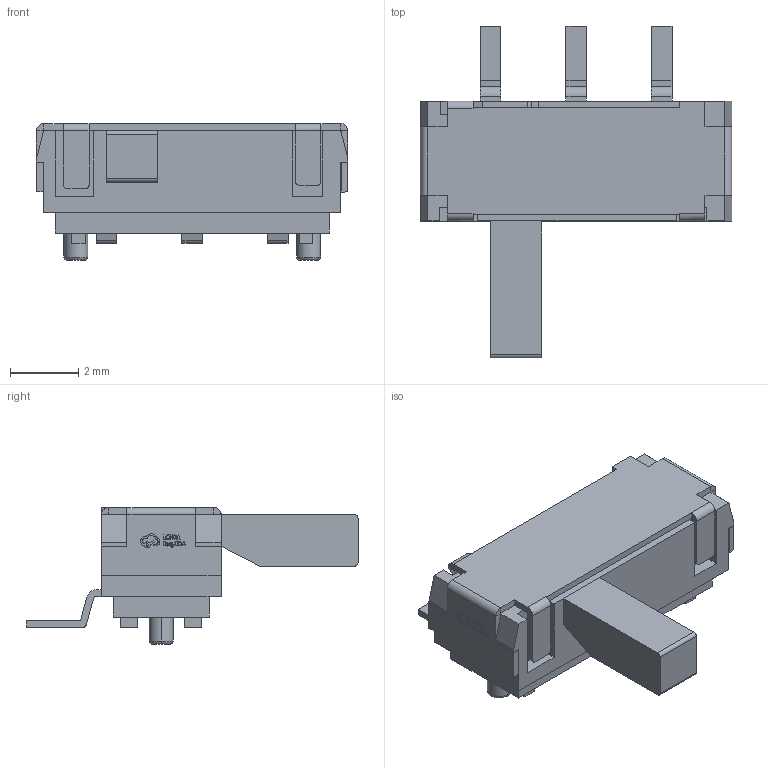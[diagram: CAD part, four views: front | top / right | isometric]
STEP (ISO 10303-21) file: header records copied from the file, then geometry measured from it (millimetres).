
FILE_DESCRIPTION (( 'STEP AP214' ), '1' );
FILE_NAME ('SW-SMD_MST-12D18G4-SPDT-SLIDE-SWITCH.STEP', '2025-08-15T07:14:32', ( '' ), ( '' ), 'SwSTEP 2.0', 'SolidWorks 2020', '' );
FILE_SCHEMA (( 'AUTOMOTIVE_DESIGN' ));
Length unit declared in the file: millimetre
Products named in the file (1): SW-SMD_MST-12D18G4-SPDT-SLIDE-SWITCH
Bounding box: 9.11 x 9.7 x 4 mm (x, y, z)
Volume: 102.2 mm3; surface area: 271.6 mm2
Topology: 2 solids, 2 shells, 415 faces, 1109 edges, 724 vertices
Faces by surface type: plane 280, bspline 100, cylinder 31, torus 4
Entity records: 17923 total; most frequent: CARTESIAN_POINT 3621, ORIENTED_EDGE 2218, DIRECTION 1597, EDGE_CURVE 1109, VECTOR 837, LINE 837, VERTEX_POINT 724, EDGE_LOOP 441
